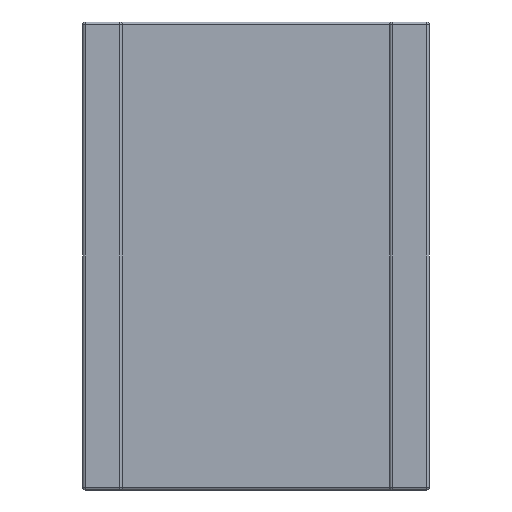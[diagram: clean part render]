
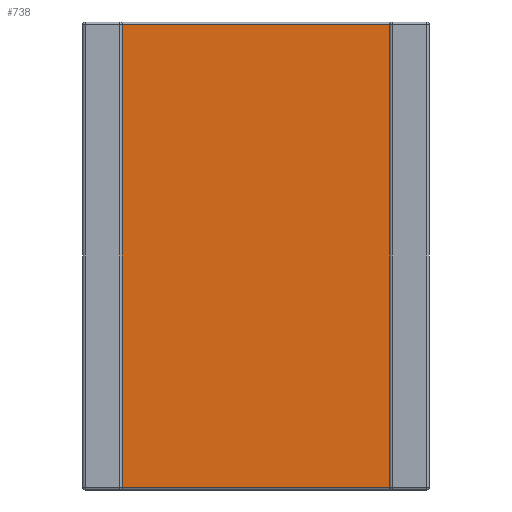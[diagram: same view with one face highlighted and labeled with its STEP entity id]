
A CAD part, front view. The second image highlights one B-rep face of the part: STEP entity #738.
In plain terms, the highlighted planar face has unit normal (0, -1, 0).
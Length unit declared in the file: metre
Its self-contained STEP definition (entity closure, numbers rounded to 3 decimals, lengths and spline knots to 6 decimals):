
#110=ORIENTED_EDGE('',*,*,#314,.F.);
#111=ORIENTED_EDGE('',*,*,#315,.T.);
#112=ORIENTED_EDGE('',*,*,#316,.T.);
#113=ORIENTED_EDGE('',*,*,#317,.T.);
#314=EDGE_CURVE('',#416,#417,#476,.T.);
#315=EDGE_CURVE('',#416,#418,#477,.T.);
#316=EDGE_CURVE('',#418,#419,#478,.T.);
#317=EDGE_CURVE('',#419,#417,#479,.F.);
#416=VERTEX_POINT('',#1210);
#417=VERTEX_POINT('',#1211);
#418=VERTEX_POINT('',#1213);
#419=VERTEX_POINT('',#1215);
#476=LINE('',#1209,#522);
#477=LINE('',#1212,#523);
#478=LINE('',#1214,#524);
#479=LINE('',#1216,#525);
#522=VECTOR('',#931,1.);
#523=VECTOR('',#932,1.);
#524=VECTOR('',#933,1.);
#525=VECTOR('',#934,1.);
#568=EDGE_LOOP('',(#110,#111,#112,#113));
#644=FACE_BOUND('',#568,.T.);
#720=PLANE('',#811);
#738=ADVANCED_FACE('',(#644),#720,.T.);
#811=AXIS2_PLACEMENT_3D('',#1208,#929,#930);
#929=DIRECTION('',(0.,-1.,0.));
#930=DIRECTION('',(1.,0.,0.));
#931=DIRECTION('',(0.,0.,-1.));
#932=DIRECTION('',(-1.,0.,0.));
#933=DIRECTION('',(0.,0.,-1.));
#934=DIRECTION('',(-1.,0.,0.));
#1208=CARTESIAN_POINT('',(0.,-0.003,0.));
#1209=CARTESIAN_POINT('',(0.0254,-0.003,0.));
#1210=CARTESIAN_POINT('',(0.0254,-0.003,0.04395));
#1211=CARTESIAN_POINT('',(0.0254,-0.003,-0.04395));
#1212=CARTESIAN_POINT('',(-0.0254,-0.003,0.04395));
#1213=CARTESIAN_POINT('',(-0.0254,-0.003,0.04395));
#1214=CARTESIAN_POINT('',(-0.0254,-0.003,0.));
#1215=CARTESIAN_POINT('',(-0.0254,-0.003,-0.04395));
#1216=CARTESIAN_POINT('',(0.,-0.003,-0.04395));
